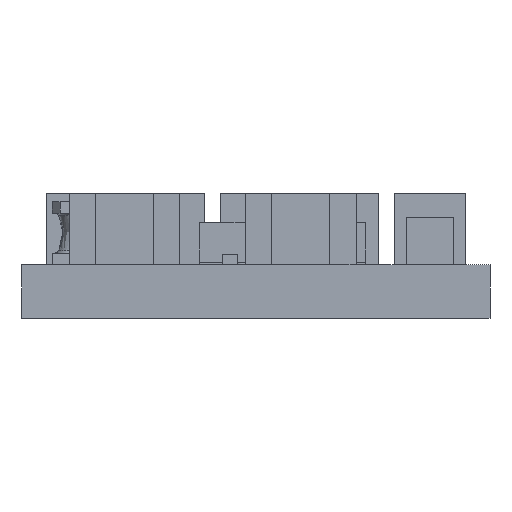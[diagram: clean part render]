
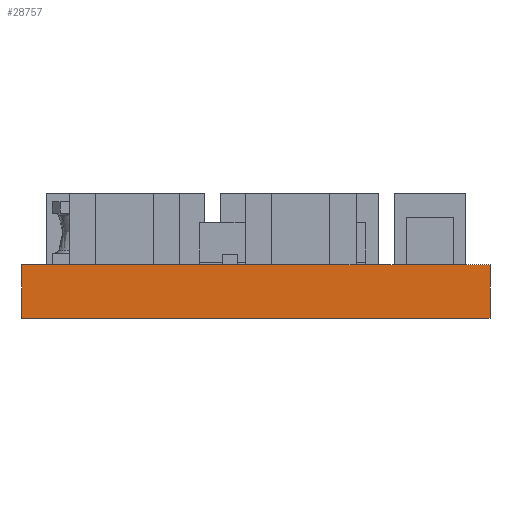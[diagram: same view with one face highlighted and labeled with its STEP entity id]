
A CAD part, front view. The second image highlights one B-rep face of the part: STEP entity #28757.
In plain terms, the highlighted planar face has unit normal (0, -1, 0).
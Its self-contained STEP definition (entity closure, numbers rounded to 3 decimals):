
#655 = CARTESIAN_POINT ( 'NONE',  ( 0., 0., 0. ) ) ;
#1419 = ORIENTED_EDGE ( 'NONE', *, *, #18337, .F. ) ;
#1945 = DIRECTION ( 'NONE',  ( 0., 1., 0. ) ) ;
#2232 = EDGE_CURVE ( 'NONE', #15479, #3730, #15564, .T. ) ;
#2483 = VERTEX_POINT ( 'NONE', #16912 ) ;
#3730 = VERTEX_POINT ( 'NONE', #25184 ) ;
#3913 = CARTESIAN_POINT ( 'NONE',  ( 0., 0., 1.016 ) ) ;
#5245 = CARTESIAN_POINT ( 'NONE',  ( 0., 0., 0. ) ) ;
#6074 = VECTOR ( 'NONE', #24559, 1000. ) ;
#7510 = CARTESIAN_POINT ( 'NONE',  ( 0., 0., 1.016 ) ) ;
#9365 = CARTESIAN_POINT ( 'NONE',  ( 0., 0., 1.016 ) ) ;
#10252 = ORIENTED_EDGE ( 'NONE', *, *, #2232, .F. ) ;
#11354 = EDGE_CURVE ( 'NONE', #15479, #26799, #29074, .T. ) ;
#12774 = DIRECTION ( 'NONE',  ( 0., 0., 1. ) ) ;
#14960 = DIRECTION ( 'NONE',  ( 0., 0., -1. ) ) ;
#15346 = FACE_OUTER_BOUND ( 'NONE', #22181, .T. ) ;
#15479 = VERTEX_POINT ( 'NONE', #9365 ) ;
#15564 = LINE ( 'NONE', #3913, #23307 ) ;
#16166 = EDGE_CURVE ( 'NONE', #26799, #2483, #18920, .T. ) ;
#16912 = CARTESIAN_POINT ( 'NONE',  ( 8.89, 0., 0. ) ) ;
#17176 = DIRECTION ( 'NONE',  ( 0., 0., -1. ) ) ;
#18024 = PLANE ( 'NONE',  #20054 ) ;
#18337 = EDGE_CURVE ( 'NONE', #3730, #2483, #22321, .T. ) ;
#18920 = LINE ( 'NONE', #5245, #6074 ) ;
#20054 = AXIS2_PLACEMENT_3D ( 'NONE', #7510, #1945, #12774 ) ;
#20936 = VECTOR ( 'NONE', #17176, 1000. ) ;
#22181 = EDGE_LOOP ( 'NONE', ( #27259, #1419, #10252, #27714 ) ) ;
#22321 = LINE ( 'NONE', #28515, #33058 ) ;
#23307 = VECTOR ( 'NONE', #33901, 1000. ) ;
#24559 = DIRECTION ( 'NONE',  ( 1., 0., 0. ) ) ;
#25184 = CARTESIAN_POINT ( 'NONE',  ( 8.89, 0., 1.016 ) ) ;
#26799 = VERTEX_POINT ( 'NONE', #655 ) ;
#27259 = ORIENTED_EDGE ( 'NONE', *, *, #16166, .T. ) ;
#27714 = ORIENTED_EDGE ( 'NONE', *, *, #11354, .T. ) ;
#28515 = CARTESIAN_POINT ( 'NONE',  ( 8.89, 0., 1.016 ) ) ;
#28757 = ADVANCED_FACE ( 'NONE', ( #15346 ), #18024, .F. ) ;
#29074 = LINE ( 'NONE', #31303, #20936 ) ;
#31303 = CARTESIAN_POINT ( 'NONE',  ( 0., 0., 1.016 ) ) ;
#33058 = VECTOR ( 'NONE', #14960, 1000. ) ;
#33901 = DIRECTION ( 'NONE',  ( 1., 0., 0. ) ) ;
